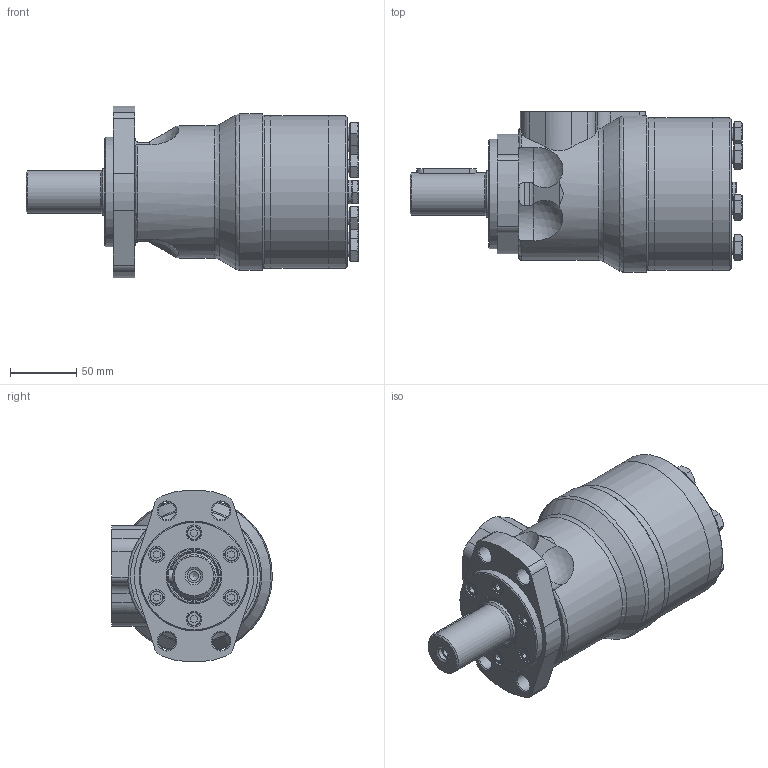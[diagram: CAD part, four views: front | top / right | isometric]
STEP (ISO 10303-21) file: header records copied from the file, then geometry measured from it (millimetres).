
FILE_DESCRIPTION(/* description */ ('STEP AP214'),/* implementation_level */ '2;1');
FILE_NAME(/* name */ 'MH315CUP',/* time_stamp */ '2023-03-08T13:03:37+01:00',/* author */ ('License CC BY-ND 4.0'),/* organization */ ('CADENAS'),/* preprocessor_version */ 'ST-DEVELOPER v18.102',/* originating_system */ 'PARTsolutions',/* authorisation */ ' ');
FILE_SCHEMA (('AUTOMOTIVE_DESIGN {1 0 10303 214 3 1 1}'));
Length unit declared in the file: millimetre
Products named in the file (8): MH315CUP; Hexagon bolt DIN 931-1 M10x850; MH-EC; MH315D; MH-VP; MHCSH; MH-BO; MH-FC
Assembly tree (13 placements, depth 2):
  MH315CUP
    Hexagon bolt DIN 931-1 M10x850  x7
    MH-EC
    MH315D
    MH-VP
    MHCSH
    MH-BO
    MH-FC
Bounding box: 250.3 x 121 x 129.6 mm (x, y, z)
Volume: 1726477.5 mm3; surface area: 229469 mm2
Topology: 13 solids, 13 shells, 433 faces, 973 edges, 618 vertices
Faces by surface type: plane 188, cylinder 123, cone 90, torus 28, sphere 4
Full cylindrical faces by diameter (mm): 2 x2, 6 x6, 6.647 x5, 8.376 x7, 10 x14, 10.4 x14, 10.5 x7, 12 x6, 13.5 x4, 16 x7, 17 x1, 18 x1, 18.631 x2, 32 x1, 35 x2, 35.4 x1, 35.7 x1, 38 x1, 42 x1, 48 x1, 56.5 x1, 82.3 x1, 82.5 x1, 82.55 x1, 115 x3, 118 x1
Entity records: 8479 total; most frequent: CARTESIAN_POINT 1582, DIRECTION 1430, ORIENTED_EDGE 1108, AXIS2_PLACEMENT_3D 604, FACE_BOUND 560, EDGE_CURVE 554, EDGE_LOOP 544, VERTEX_POINT 450
